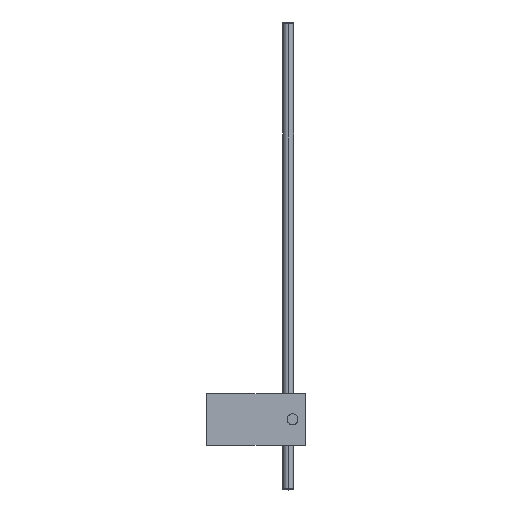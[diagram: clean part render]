
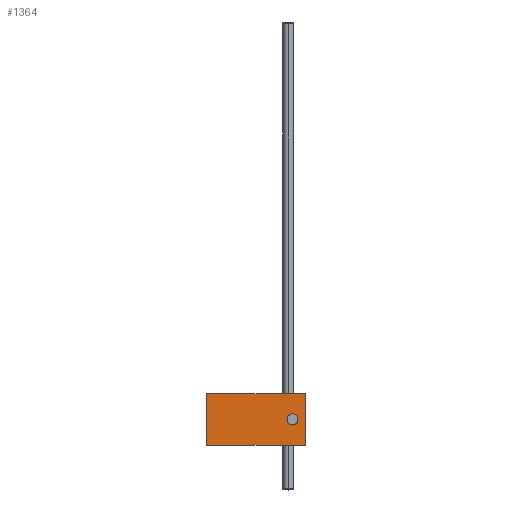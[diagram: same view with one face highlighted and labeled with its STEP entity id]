
A CAD part, top view. The second image highlights one B-rep face of the part: STEP entity #1364.
In plain terms, the highlighted planar face has unit normal (0, 0, 1).
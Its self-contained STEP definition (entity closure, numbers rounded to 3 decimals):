
#13 = EDGE_LOOP ( 'NONE', ( #1393, #1374 ) ) ;
#141 = VERTEX_POINT ( 'NONE', #1388 ) ;
#166 = VERTEX_POINT ( 'NONE', #314 ) ;
#168 = LINE ( 'NONE', #822, #1434 ) ;
#178 = VECTOR ( 'NONE', #824, 1000. ) ;
#189 = EDGE_LOOP ( 'NONE', ( #1073, #1097, #1101, #1322 ) ) ;
#193 = VERTEX_POINT ( 'NONE', #309 ) ;
#195 = AXIS2_PLACEMENT_3D ( 'NONE', #621, #619, #616 ) ;
#208 = CIRCLE ( 'NONE', #334, 6.25 ) ;
#233 = VERTEX_POINT ( 'NONE', #598 ) ;
#305 = VECTOR ( 'NONE', #944, 1000. ) ;
#309 = CARTESIAN_POINT ( 'NONE',  ( 48.75, 0., 20. ) ) ;
#314 = CARTESIAN_POINT ( 'NONE',  ( -57.5, -30., 20. ) ) ;
#316 = LINE ( 'NONE', #953, #305 ) ;
#317 = VECTOR ( 'NONE', #805, 1000. ) ;
#334 = AXIS2_PLACEMENT_3D ( 'NONE', #878, #876, #875 ) ;
#338 = LINE ( 'NONE', #796, #317 ) ;
#339 = CIRCLE ( 'NONE', #506, 6.25 ) ;
#506 = AXIS2_PLACEMENT_3D ( 'NONE', #951, #948, #947 ) ;
#598 = CARTESIAN_POINT ( 'NONE',  ( -57.5, 30., 20. ) ) ;
#616 = DIRECTION ( 'NONE',  ( -1., 0., 0. ) ) ;
#619 = DIRECTION ( 'NONE',  ( 0., 0., -1. ) ) ;
#621 = CARTESIAN_POINT ( 'NONE',  ( -57.5, 30., 20. ) ) ;
#636 = PLANE ( 'NONE',  #195 ) ;
#678 = LINE ( 'NONE', #825, #178 ) ;
#734 = VERTEX_POINT ( 'NONE', #1313 ) ;
#778 = CARTESIAN_POINT ( 'NONE',  ( 57.5, -30., 20. ) ) ;
#796 = CARTESIAN_POINT ( 'NONE',  ( 57.5, 30., 20. ) ) ;
#800 = FACE_OUTER_BOUND ( 'NONE', #189, .T. ) ;
#805 = DIRECTION ( 'NONE',  ( 0., -1., 0. ) ) ;
#820 = DIRECTION ( 'NONE',  ( 1., 0., 0. ) ) ;
#822 = CARTESIAN_POINT ( 'NONE',  ( -57.5, 30., 20. ) ) ;
#824 = DIRECTION ( 'NONE',  ( 1., 0., 0. ) ) ;
#825 = CARTESIAN_POINT ( 'NONE',  ( -57.5, -30., 20. ) ) ;
#875 = DIRECTION ( 'NONE',  ( -1., 0., 0. ) ) ;
#876 = DIRECTION ( 'NONE',  ( 0., 0., 1. ) ) ;
#878 = CARTESIAN_POINT ( 'NONE',  ( 42.5, 0., 20. ) ) ;
#944 = DIRECTION ( 'NONE',  ( 0., -1., 0. ) ) ;
#947 = DIRECTION ( 'NONE',  ( -1., 0., 0. ) ) ;
#948 = DIRECTION ( 'NONE',  ( 0., 0., 1. ) ) ;
#951 = CARTESIAN_POINT ( 'NONE',  ( 42.5, 0., 20. ) ) ;
#953 = CARTESIAN_POINT ( 'NONE',  ( -57.5, 30., 20. ) ) ;
#1073 = ORIENTED_EDGE ( 'NONE', *, *, #1279, .T. ) ;
#1097 = ORIENTED_EDGE ( 'NONE', *, *, #1300, .F. ) ;
#1101 = ORIENTED_EDGE ( 'NONE', *, *, #1289, .F. ) ;
#1203 = EDGE_CURVE ( 'NONE', #193, #734, #339, .T. ) ;
#1206 = EDGE_CURVE ( 'NONE', #233, #166, #316, .T. ) ;
#1243 = FACE_BOUND ( 'NONE', #13, .T. ) ;
#1248 = EDGE_CURVE ( 'NONE', #734, #193, #208, .T. ) ;
#1279 = EDGE_CURVE ( 'NONE', #166, #1318, #678, .T. ) ;
#1289 = EDGE_CURVE ( 'NONE', #233, #141, #168, .T. ) ;
#1300 = EDGE_CURVE ( 'NONE', #141, #1318, #338, .T. ) ;
#1313 = CARTESIAN_POINT ( 'NONE',  ( 36.25, 0., 20. ) ) ;
#1318 = VERTEX_POINT ( 'NONE', #778 ) ;
#1322 = ORIENTED_EDGE ( 'NONE', *, *, #1206, .T. ) ;
#1364 = ADVANCED_FACE ( 'NONE', ( #800, #1243 ), #636, .F. ) ;
#1374 = ORIENTED_EDGE ( 'NONE', *, *, #1203, .F. ) ;
#1388 = CARTESIAN_POINT ( 'NONE',  ( 57.5, 30., 20. ) ) ;
#1393 = ORIENTED_EDGE ( 'NONE', *, *, #1248, .F. ) ;
#1434 = VECTOR ( 'NONE', #820, 1000. ) ;
